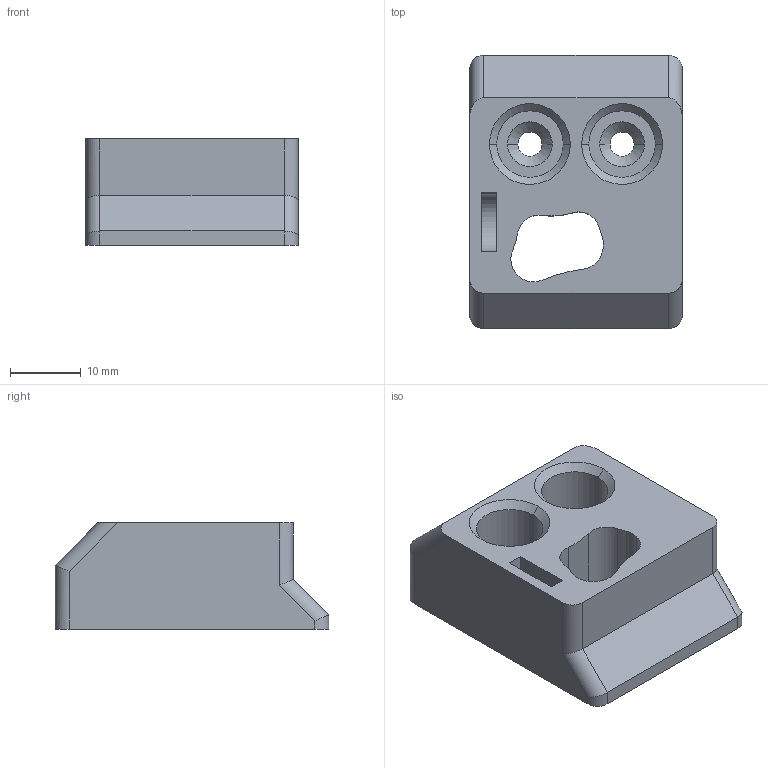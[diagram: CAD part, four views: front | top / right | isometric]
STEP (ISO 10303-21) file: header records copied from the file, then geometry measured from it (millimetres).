
FILE_DESCRIPTION (( 'STEP AP203' ), '1' );
FILE_NAME ('Cutter V4 slider ejecter.STEP', '2021-07-11T12:34:55', ( '' ), ( '' ), 'SwSTEP 2.0', 'SolidWorks 2020', '' );
FILE_SCHEMA (( 'CONFIG_CONTROL_DESIGN' ));
Length unit declared in the file: millimetre
Products named in the file (1): Cutter V4 slider ejecter
Bounding box: 30 x 38.6 x 15 mm (x, y, z)
Volume: 12116.7 mm3; surface area: 5127.3 mm2
Topology: 1 solids, 1 shells, 52 faces, 127 edges, 80 vertices
Faces by surface type: cylinder 25, plane 15, cone 12
Entity records: 1620 total; most frequent: CARTESIAN_POINT 284, DIRECTION 277, ORIENTED_EDGE 254, EDGE_CURVE 127, AXIS2_PLACEMENT_3D 105, VERTEX_POINT 80, VECTOR 67, LINE 67
